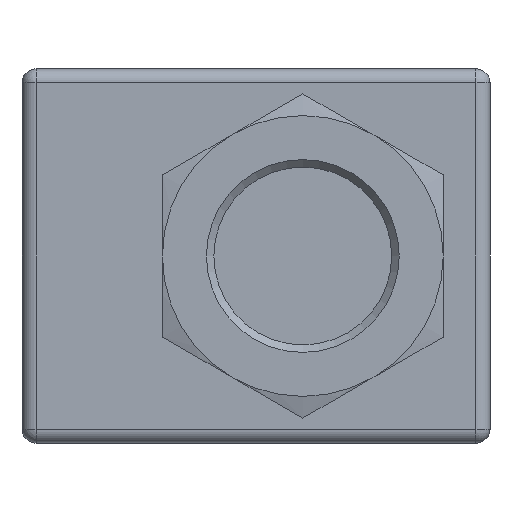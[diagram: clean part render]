
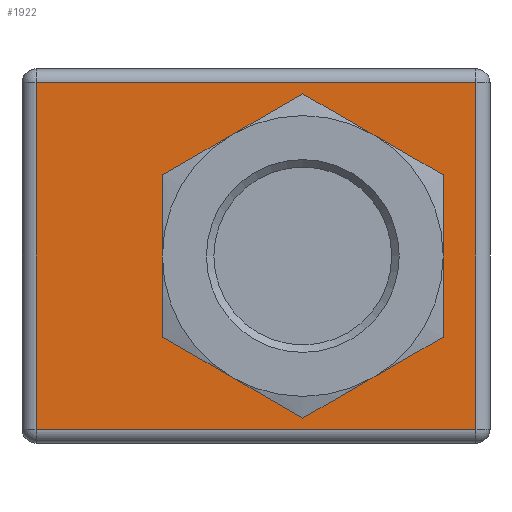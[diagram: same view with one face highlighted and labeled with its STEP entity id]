
A CAD part, left-side view. The second image highlights one B-rep face of the part: STEP entity #1922.
In plain terms, the highlighted planar face has unit normal (-1, 0, 0).
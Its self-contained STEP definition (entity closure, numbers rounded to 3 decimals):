
#171=LINE('',#3074,#325);
#175=LINE('',#3101,#329);
#177=LINE('',#3104,#331);
#192=LINE('',#3133,#346);
#325=VECTOR('',#2468,10.);
#329=VECTOR('',#2500,10.);
#331=VECTOR('',#2504,10.);
#346=VECTOR('',#2541,10.);
#423=FACE_BOUND('',#629,.T.);
#495=FACE_OUTER_BOUND('',#628,.T.);
#628=EDGE_LOOP('',(#1567,#1568,#1569,#1570));
#629=EDGE_LOOP('',(#1571,#1572,#1573,#1574,#1575,#1576));
#738=CIRCLE('',#2113,15.);
#739=CIRCLE('',#2114,15.);
#740=CIRCLE('',#2115,15.);
#741=CIRCLE('',#2116,15.);
#742=CIRCLE('',#2117,15.);
#743=CIRCLE('',#2118,15.);
#867=VERTEX_POINT('',#3047);
#873=VERTEX_POINT('',#3061);
#875=VERTEX_POINT('',#3067);
#886=VERTEX_POINT('',#3097);
#901=VERTEX_POINT('',#3163);
#902=VERTEX_POINT('',#3164);
#903=VERTEX_POINT('',#3166);
#904=VERTEX_POINT('',#3168);
#905=VERTEX_POINT('',#3170);
#906=VERTEX_POINT('',#3172);
#1094=EDGE_CURVE('',#875,#867,#171,.T.);
#1107=EDGE_CURVE('',#873,#886,#175,.T.);
#1109=EDGE_CURVE('',#886,#875,#177,.T.);
#1127=EDGE_CURVE('',#867,#873,#192,.T.);
#1141=EDGE_CURVE('',#901,#902,#738,.T.);
#1142=EDGE_CURVE('',#902,#903,#739,.T.);
#1143=EDGE_CURVE('',#903,#904,#740,.T.);
#1144=EDGE_CURVE('',#904,#905,#741,.T.);
#1145=EDGE_CURVE('',#905,#906,#742,.T.);
#1146=EDGE_CURVE('',#906,#901,#743,.T.);
#1567=ORIENTED_EDGE('',*,*,#1107,.F.);
#1568=ORIENTED_EDGE('',*,*,#1127,.F.);
#1569=ORIENTED_EDGE('',*,*,#1094,.F.);
#1570=ORIENTED_EDGE('',*,*,#1109,.F.);
#1571=ORIENTED_EDGE('',*,*,#1141,.T.);
#1572=ORIENTED_EDGE('',*,*,#1142,.T.);
#1573=ORIENTED_EDGE('',*,*,#1143,.T.);
#1574=ORIENTED_EDGE('',*,*,#1144,.T.);
#1575=ORIENTED_EDGE('',*,*,#1145,.T.);
#1576=ORIENTED_EDGE('',*,*,#1146,.T.);
#1840=PLANE('',#2112);
#1922=ADVANCED_FACE('',(#495,#423),#1840,.T.);
#2112=AXIS2_PLACEMENT_3D('',#3162,#2574,#2575);
#2113=AXIS2_PLACEMENT_3D('',#3165,#2576,#2577);
#2114=AXIS2_PLACEMENT_3D('',#3167,#2578,#2579);
#2115=AXIS2_PLACEMENT_3D('',#3169,#2580,#2581);
#2116=AXIS2_PLACEMENT_3D('',#3171,#2582,#2583);
#2117=AXIS2_PLACEMENT_3D('',#3173,#2584,#2585);
#2118=AXIS2_PLACEMENT_3D('',#3174,#2586,#2587);
#2468=DIRECTION('',(0.,1.,0.));
#2500=DIRECTION('',(0.,-1.,0.));
#2504=DIRECTION('',(0.,0.,-1.));
#2541=DIRECTION('',(0.,0.,1.));
#2574=DIRECTION('center_axis',(-1.,0.,0.));
#2575=DIRECTION('ref_axis',(0.,0.,
1.));
#2576=DIRECTION('center_axis',(1.,0.,0.));
#2577=DIRECTION('ref_axis',(0.,0.,-1.));
#2578=DIRECTION('center_axis',(1.,0.,0.));
#2579=DIRECTION('ref_axis',(0.,0.,-1.));
#2580=DIRECTION('center_axis',(1.,0.,0.));
#2581=DIRECTION('ref_axis',(0.,0.,-1.));
#2582=DIRECTION('center_axis',(1.,0.,0.));
#2583=DIRECTION('ref_axis',(0.,0.,-1.));
#2584=DIRECTION('center_axis',(1.,0.,0.));
#2585=DIRECTION('ref_axis',(0.,0.,-1.));
#2586=DIRECTION('center_axis',(1.,0.,0.));
#2587=DIRECTION('ref_axis',(0.,0.,-1.));
#3047=CARTESIAN_POINT('',(-24.629,20.803,-18.068));
#3061=CARTESIAN_POINT('',(-24.629,20.803,18.932));
#3067=CARTESIAN_POINT('',(-24.629,-26.197,-18.068));
#3074=CARTESIAN_POINT('',(-24.629,-15.197,-18.068));
#3097=CARTESIAN_POINT('',(-24.629,-26.197,18.932));
#3101=CARTESIAN_POINT('',(-24.629,-15.197,18.932));
#3104=CARTESIAN_POINT('',(-24.629,-26.197,-19.568));
#3133=CARTESIAN_POINT('',(-24.629,20.803,-19.568));
#3162=CARTESIAN_POINT('Origin',(-24.629,-27.697,-19.568));
#3163=CARTESIAN_POINT('',(-24.629,7.303,0.432));
#3164=CARTESIAN_POINT('',(-24.629,-0.197,13.422));
#3165=CARTESIAN_POINT('Origin',(-24.629,-7.697,0.432));
#3166=CARTESIAN_POINT('',(-24.629,-15.197,13.422));
#3167=CARTESIAN_POINT('Origin',(-24.629,-7.697,0.432));
#3168=CARTESIAN_POINT('',(-24.629,-22.697,0.432));
#3169=CARTESIAN_POINT('Origin',(-24.629,-7.697,0.432));
#3170=CARTESIAN_POINT('',(-24.629,-15.197,-12.558));
#3171=CARTESIAN_POINT('Origin',(-24.629,-7.697,0.432));
#3172=CARTESIAN_POINT('',(-24.629,-0.197,-12.558));
#3173=CARTESIAN_POINT('Origin',(-24.629,-7.697,0.432));
#3174=CARTESIAN_POINT('Origin',(-24.629,-7.697,0.432));
